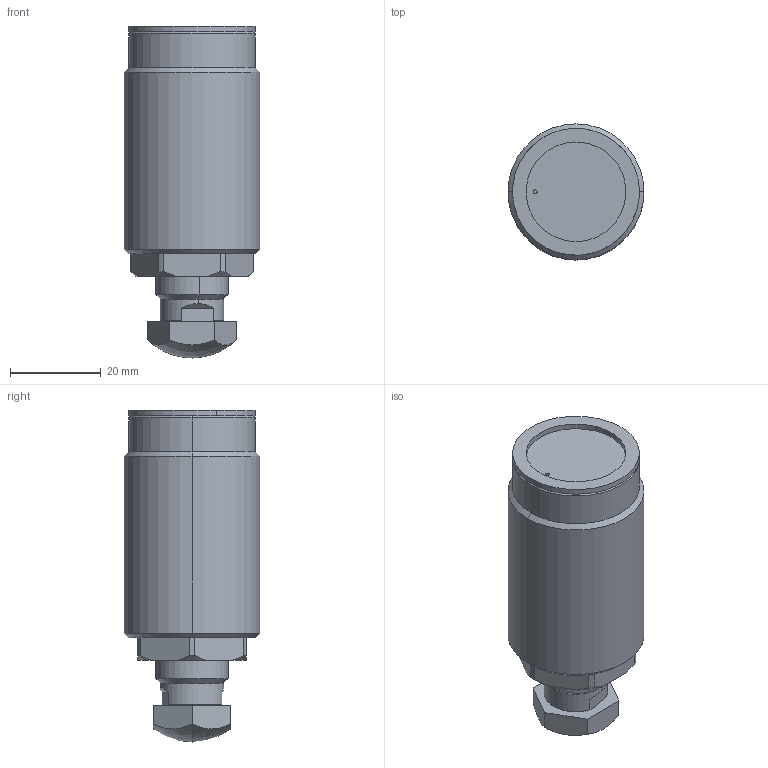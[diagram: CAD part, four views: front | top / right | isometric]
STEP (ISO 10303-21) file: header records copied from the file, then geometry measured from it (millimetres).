
FILE_DESCRIPTION (( 'STEP AP203' ), '1' );
FILE_NAME ('HSP-16B.STEP', '2019-10-11T11:08:13', ( '微软用户' ), ( '微软中国' ), 'SwSTEP 2.0', 'SolidWorks 2012', '' );
FILE_SCHEMA (( 'CONFIG_CONTROL_DESIGN' ));
Length unit declared in the file: millimetre
Products named in the file (5): HSP-16B活塞杆; HSP-16B菁; HSP-16B埴芛蹟邡; HSP-16B; HSP-16B掛极
Assembly tree (4 placements, depth 2):
  HSP-16B
    HSP-16B掛极
    HSP-16B菁
    HSP-16B活塞杆
    HSP-16B埴芛蹟邡
Bounding box: 30 x 30 x 73.25 mm (x, y, z)
Volume: 40029.1 mm3; surface area: 10655.6 mm2
Topology: 4 solids, 4 shells, 84 faces, 199 edges, 126 vertices
Faces by surface type: cone 28, cylinder 27, plane 27, sphere 2
Entity records: 2998 total; most frequent: CARTESIAN_POINT 534, DIRECTION 433, ORIENTED_EDGE 394, EDGE_CURVE 197, AXIS2_PLACEMENT_3D 177, VERTEX_POINT 126, EDGE_LOOP 91, CIRCLE 86
